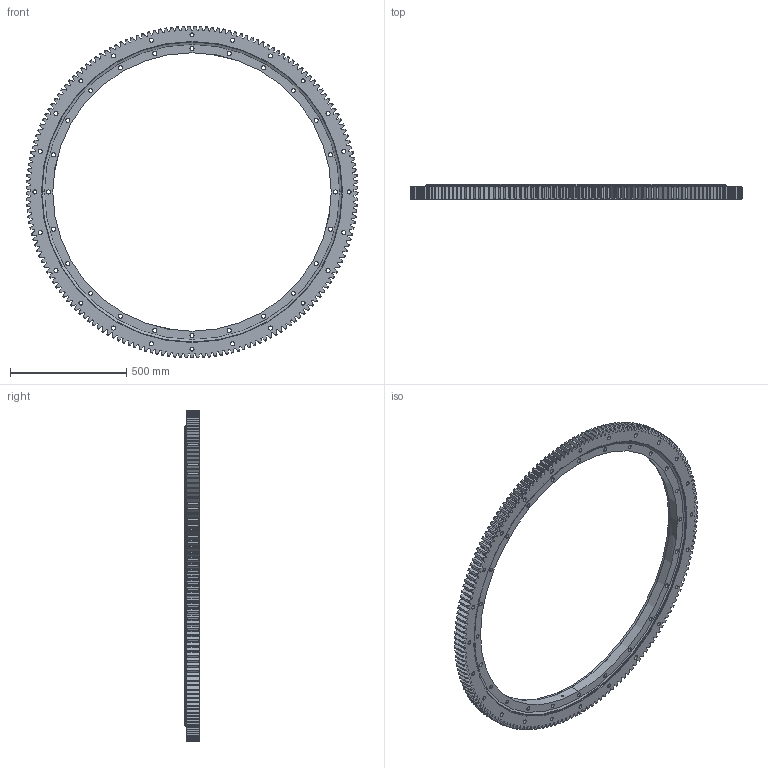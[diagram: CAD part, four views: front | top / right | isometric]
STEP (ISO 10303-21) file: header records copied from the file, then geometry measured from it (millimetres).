
FILE_DESCRIPTION (( 'STEP AP203' ), '1' );
FILE_NAME ('01-1295-01.STEP', '2017-12-26T10:19:53', ( 'defontaine' ), ( 'Hewlett-Packard Company' ), 'SwSTEP 2.0', 'SolidWorks 2016', '' );
FILE_SCHEMA (( 'CONFIG_CONTROL_DESIGN' ));
Length unit declared in the file: millimetre
Products named in the file (1): 01-1295-01
Bounding box: 1430.99 x 63 x 1430.94 mm (x, y, z)
Volume: 21734663.9 mm3; surface area: 2553529.2 mm2
Topology: 5 solids, 5 shells, 1225 faces, 3623 edges, 2407 vertices
Faces by surface type: cylinder 475, plane 367, cone 363, torus 18, sphere 2
Entity records: 42821 total; most frequent: CARTESIAN_POINT 9916, ORIENTED_EDGE 7236, DIRECTION 6694, EDGE_CURVE 3618, AXIS2_PLACEMENT_3D 2574, VERTEX_POINT 2404, LINE 1546, VECTOR 1546
